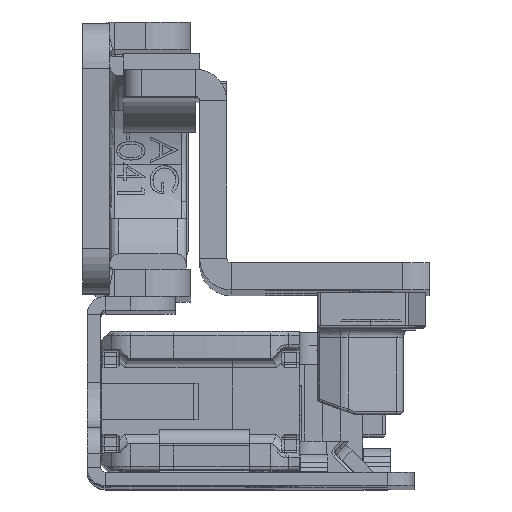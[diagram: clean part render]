
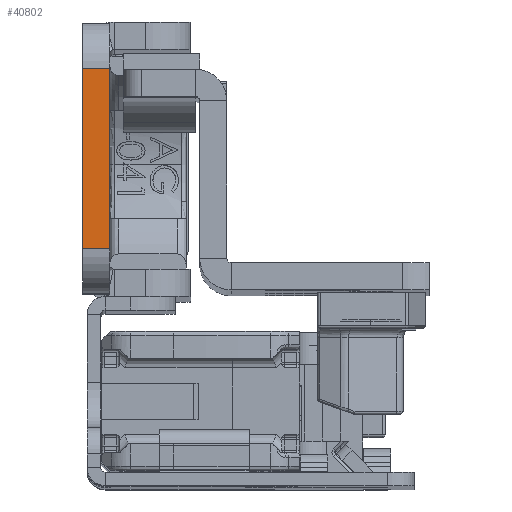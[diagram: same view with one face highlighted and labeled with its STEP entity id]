
A CAD part, top view. The second image highlights one B-rep face of the part: STEP entity #40802.
In plain terms, the highlighted planar face has unit normal (0, 0, 1).
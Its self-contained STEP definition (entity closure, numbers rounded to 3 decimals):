
#404 = LINE ( 'NONE', #12024, #38450 ) ;
#1518 = ORIENTED_EDGE ( 'NONE', *, *, #66511, .T. ) ;
#3141 = VERTEX_POINT ( 'NONE', #23165 ) ;
#8866 = CARTESIAN_POINT ( 'NONE',  ( 0., -22.5, 0. ) ) ;
#9388 = CARTESIAN_POINT ( 'NONE',  ( 3., -10., 0. ) ) ;
#10182 = CARTESIAN_POINT ( 'NONE',  ( 3., 10., 0. ) ) ;
#12024 = CARTESIAN_POINT ( 'NONE',  ( 3., -22.5, 0. ) ) ;
#13136 = EDGE_CURVE ( 'NONE', #37946, #24309, #22280, .T. ) ;
#17521 = VECTOR ( 'NONE', #49477, 1000. ) ;
#22280 = LINE ( 'NONE', #27371, #17521 ) ;
#23165 = CARTESIAN_POINT ( 'NONE',  ( 0., 10., 0. ) ) ;
#24309 = VERTEX_POINT ( 'NONE', #71056 ) ;
#25490 = ORIENTED_EDGE ( 'NONE', *, *, #51187, .F. ) ;
#27371 = CARTESIAN_POINT ( 'NONE',  ( 3., -10., 0. ) ) ;
#28352 = DIRECTION ( 'NONE',  ( 0., -1., 0. ) ) ;
#30965 = DIRECTION ( 'NONE',  ( 0., -1., 0. ) ) ;
#31873 = PLANE ( 'NONE',  #58391 ) ;
#32225 = DIRECTION ( 'NONE',  ( 0., 0., -1. ) ) ;
#32970 = VECTOR ( 'NONE', #30965, 1000. ) ;
#36367 = EDGE_LOOP ( 'NONE', ( #59296, #25490, #1518, #66290 ) ) ;
#37946 = VERTEX_POINT ( 'NONE', #9388 ) ;
#38381 = FACE_OUTER_BOUND ( 'NONE', #36367, .T. ) ;
#38450 = VECTOR ( 'NONE', #28352, 1000. ) ;
#39186 = LINE ( 'NONE', #8866, #32970 ) ;
#40802 = ADVANCED_FACE ( 'NONE', ( #38381 ), #31873, .F. ) ;
#41753 = EDGE_CURVE ( 'NONE', #3141, #24309, #39186, .T. ) ;
#43818 = VECTOR ( 'NONE', #55520, 1000. ) ;
#49477 = DIRECTION ( 'NONE',  ( -1., 0., 0. ) ) ;
#51187 = EDGE_CURVE ( 'NONE', #52466, #37946, #404, .T. ) ;
#52466 = VERTEX_POINT ( 'NONE', #55159 ) ;
#54041 = CARTESIAN_POINT ( 'NONE',  ( 3., -22.5, 0. ) ) ;
#55159 = CARTESIAN_POINT ( 'NONE',  ( 3., 10., 0. ) ) ;
#55520 = DIRECTION ( 'NONE',  ( -1., 0., 0. ) ) ;
#58391 = AXIS2_PLACEMENT_3D ( 'NONE', #54041, #32225, #65637 ) ;
#59296 = ORIENTED_EDGE ( 'NONE', *, *, #13136, .F. ) ;
#61299 = LINE ( 'NONE', #10182, #43818 ) ;
#65637 = DIRECTION ( 'NONE',  ( -1., 0., 0. ) ) ;
#66290 = ORIENTED_EDGE ( 'NONE', *, *, #41753, .T. ) ;
#66511 = EDGE_CURVE ( 'NONE', #52466, #3141, #61299, .T. ) ;
#71056 = CARTESIAN_POINT ( 'NONE',  ( 0., -10., 0. ) ) ;
